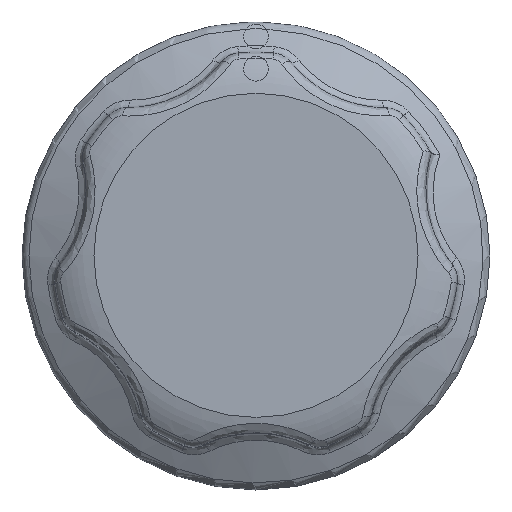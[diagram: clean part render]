
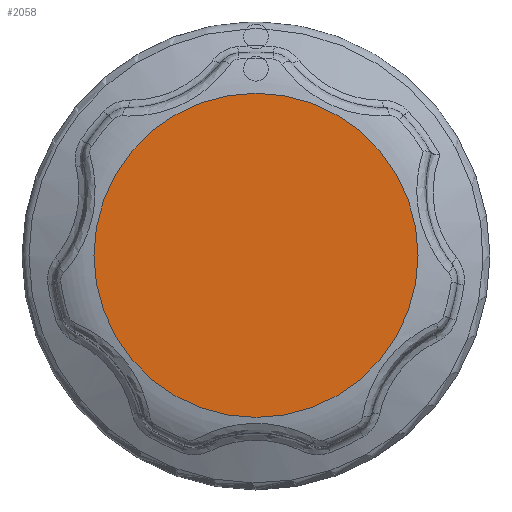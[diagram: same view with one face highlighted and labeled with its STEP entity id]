
A CAD part, top view. The second image highlights one B-rep face of the part: STEP entity #2058.
In plain terms, the highlighted planar face has unit normal (0, 0, 1).
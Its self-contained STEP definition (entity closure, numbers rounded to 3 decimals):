
#2042=CARTESIAN_POINT('',(6.58,0.0,15.3));
#2043=VERTEX_POINT('',#2042);
#2044=CARTESIAN_POINT('',(0.0,0.0,15.3));
#2045=DIRECTION('',(0.0,0.0,1.0));
#2046=DIRECTION('',(1.0,0.0,-0.0));
#2047=AXIS2_PLACEMENT_3D('',#2044,#2045,#2046);
#2048=CIRCLE('',#2047,6.58);
#2049=EDGE_CURVE('n� 475',#2043,#2043,#2048,.T.);
#2050=ORIENTED_EDGE('',*,*,#2049,.T.);
#2051=EDGE_LOOP('',(#2050));
#2052=FACE_OUTER_BOUND('',#2051,.T.);
#2053=CARTESIAN_POINT('',(0.0,0.0,15.3));
#2054=DIRECTION('',(0.0,0.0,1.0));
#2055=DIRECTION('',(1.0,0.0,-0.0));
#2056=AXIS2_PLACEMENT_3D('',#2053,#2054,#2055);
#2057=PLANE('',#2056);
#2058=ADVANCED_FACE('n� 486',(#2052),#2057,.T.);
